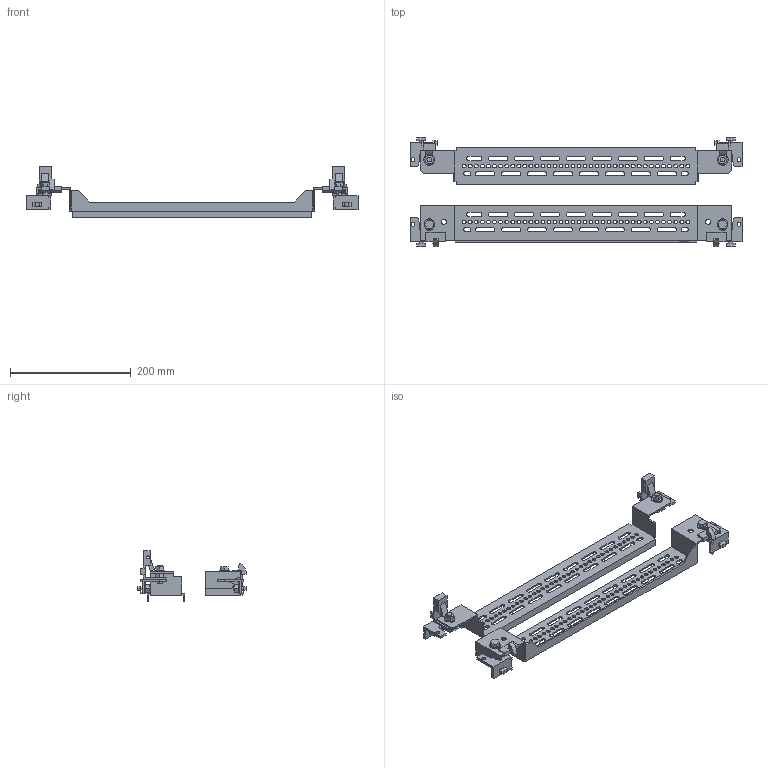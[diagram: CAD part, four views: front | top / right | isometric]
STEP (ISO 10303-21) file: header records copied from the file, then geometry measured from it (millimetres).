
FILE_DESCRIPTION (( 'STEP AP214' ), '1' );
FILE_NAME ('0396-6009-00-00.step', '2024-06-26T13:14:53', ( '' ), ( '' ), 'SwSTEP 2.0', 'SolidWorks 2019', '' );
FILE_SCHEMA (( 'AUTOMOTIVE_DESIGN' ));
Length unit declared in the file: millimetre
Products named in the file (8): MPGleitschuh; MontegesystemUnten_600; arretierwinkel_re_s; rasthalterung_li; rasthalterung_re; 0396-6009-00-00; arretierwinkel_li_s; Montegesystemoben_600
Assembly tree (8 placements, depth 2):
  0396-6009-00-00
    MontegesystemUnten_600
    Montegesystemoben_600
    arretierwinkel_li_s
    arretierwinkel_re_s
    rasthalterung_li
    rasthalterung_re
    MPGleitschuh  x2
Bounding box: 550 x 181.37 x 84.4 mm (x, y, z)
Volume: 268901.7 mm3; surface area: 216505 mm2
Topology: 18 solids, 18 shells, 868 faces, 2410 edges, 1593 vertices
Faces by surface type: plane 456, cylinder 379, cone 33
Entity records: 28480 total; most frequent: CARTESIAN_POINT 5056, DIRECTION 4774, ORIENTED_EDGE 4712, EDGE_CURVE 2356, AXIS2_PLACEMENT_3D 1625, VERTEX_POINT 1559, VECTOR 1524, LINE 1524
